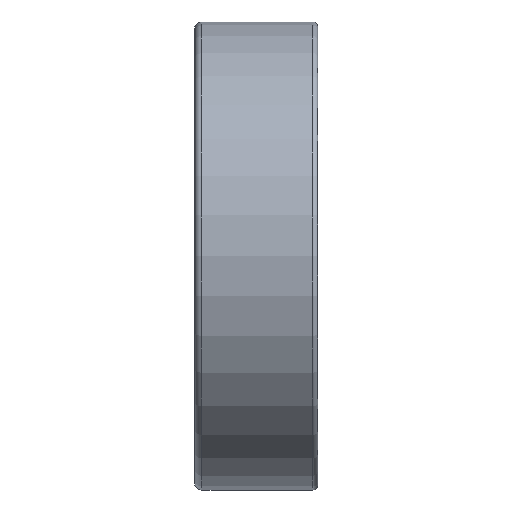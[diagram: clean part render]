
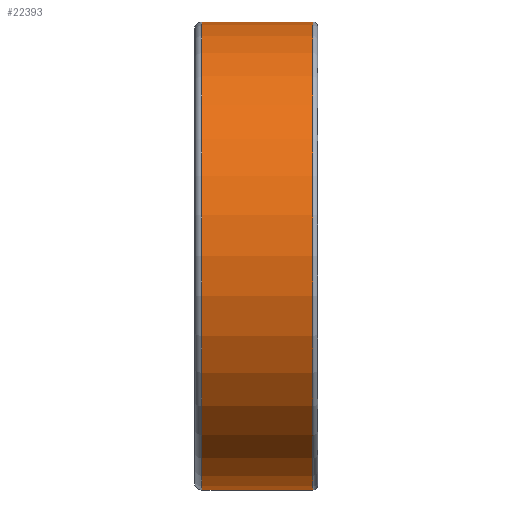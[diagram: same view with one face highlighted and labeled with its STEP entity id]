
A CAD part, top view. The second image highlights one B-rep face of the part: STEP entity #22393.
In plain terms, the highlighted cylindrical face has radius 9.5 mm (diameter 19 mm), a partial arc.
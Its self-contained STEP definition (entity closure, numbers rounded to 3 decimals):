
#11292=DIRECTION('',(-1.,0.,0.));
#11293=VECTOR('',#11292,4.5);
#11294=CARTESIAN_POINT('',(2.3,9.5,0.));
#11295=LINE('',#11294,#11293);
#11299=DIRECTION('',(-1.,0.,0.));
#11300=VECTOR('',#11299,4.5);
#11301=CARTESIAN_POINT('',(2.3,-9.5,0.));
#11302=LINE('',#11301,#11300);
#11314=CARTESIAN_POINT('',(2.3,0.,0.));
#11315=DIRECTION('',(1.,0.,0.));
#11316=DIRECTION('',(0.,1.,0.));
#11317=AXIS2_PLACEMENT_3D('',#11314,#11315,#11316);
#11322=CARTESIAN_POINT('',(-2.2,0.,0.));
#11323=DIRECTION('',(1.,0.,0.));
#11324=DIRECTION('',(0.,1.,0.));
#11325=AXIS2_PLACEMENT_3D('',#11322,#11323,#11324);
#19005=CARTESIAN_POINT('',(2.3,9.5,0.));
#19006=CARTESIAN_POINT('',(-2.2,9.5,0.));
#19007=VERTEX_POINT('',#19005);
#19008=VERTEX_POINT('',#19006);
#19017=CARTESIAN_POINT('',(2.3,-9.5,0.));
#19018=CARTESIAN_POINT('',(-2.2,-9.5,0.));
#19019=VERTEX_POINT('',#19017);
#19020=VERTEX_POINT('',#19018);
#22381=CARTESIAN_POINT('',(-2.75,0.,0.));
#22382=DIRECTION('',(1.,0.,0.));
#22383=DIRECTION('',(0.,-1.,0.));
#22384=AXIS2_PLACEMENT_3D('',#22381,#22382,#22383);
#22385=CYLINDRICAL_SURFACE('',#22384,9.5);
#22386=ORIENTED_EDGE('',*,*,#22371,.F.);
#22387=ORIENTED_EDGE('',*,*,#22348,.T.);
#22388=ORIENTED_EDGE('',*,*,#22375,.T.);
#22390=ORIENTED_EDGE('',*,*,#22389,.F.);
#22391=EDGE_LOOP('',(#22386,#22387,#22388,#22390));
#22392=FACE_OUTER_BOUND('',#22391,.F.);
#11318=CIRCLE('',#11317,9.5);
#11326=CIRCLE('',#11325,9.5);
#22348=EDGE_CURVE('',#19007,#19019,#11318,.T.);
#22371=EDGE_CURVE('',#19007,#19008,#11295,.T.);
#22375=EDGE_CURVE('',#19019,#19020,#11302,.T.);
#22389=EDGE_CURVE('',#19008,#19020,#11326,.T.);
#22393=ADVANCED_FACE('',(#22392),#22385,.T.);
